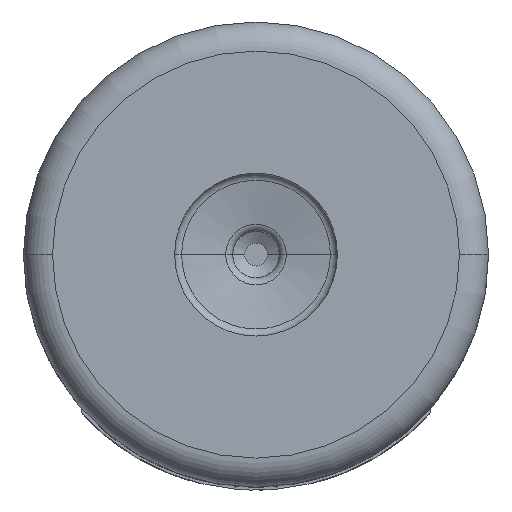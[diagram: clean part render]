
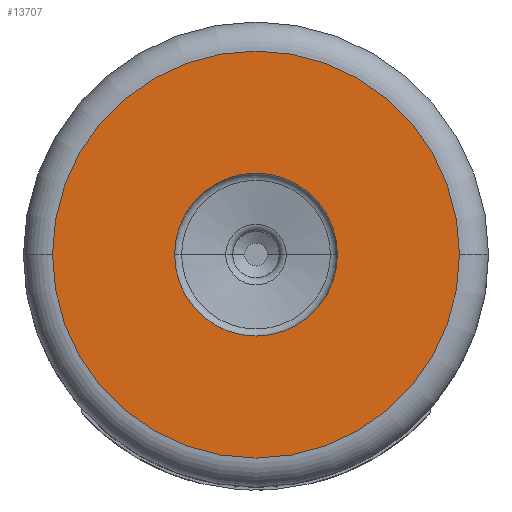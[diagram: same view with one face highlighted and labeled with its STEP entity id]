
A CAD part, front view. The second image highlights one B-rep face of the part: STEP entity #13707.
In plain terms, the highlighted planar face has unit normal (0, -1, 0).
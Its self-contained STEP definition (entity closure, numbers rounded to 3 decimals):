
#1770=CARTESIAN_POINT('',(0.,-4.,0.));
#1771=DIRECTION('',(0.,-1.,0.));
#1772=DIRECTION('',(1.,0.,0.));
#1773=AXIS2_PLACEMENT_3D('',#1770,#1771,#1772);
#1785=CARTESIAN_POINT('',(0.,-4.,0.));
#1786=DIRECTION('',(0.,-1.,0.));
#1787=DIRECTION('',(-1.,0.,0.));
#1788=AXIS2_PLACEMENT_3D('',#1785,#1786,#1787);
#1790=CARTESIAN_POINT('',(0.,-4.,0.));
#1791=DIRECTION('',(0.,-1.,0.));
#1792=DIRECTION('',(1.,0.,0.));
#1793=AXIS2_PLACEMENT_3D('',#1790,#1791,#1792);
#1795=CARTESIAN_POINT('',(0.,-4.,0.));
#1796=DIRECTION('',(0.,-1.,0.));
#1797=DIRECTION('',(-1.,0.,0.));
#1798=AXIS2_PLACEMENT_3D('',#1795,#1796,#1797);
#11571=CARTESIAN_POINT('',(-1.4,-4.,0.));
#11572=CARTESIAN_POINT('',(1.4,-4.,0.));
#11573=VERTEX_POINT('',#11571);
#11574=VERTEX_POINT('',#11572);
#11575=CARTESIAN_POINT('',(3.5,-4.,0.));
#11576=CARTESIAN_POINT('',(-3.5,-4.,0.));
#11577=VERTEX_POINT('',#11575);
#11578=VERTEX_POINT('',#11576);
#13691=CARTESIAN_POINT('',(0.,-4.,0.));
#13692=DIRECTION('',(0.,1.,0.));
#13693=DIRECTION('',(1.,0.,0.));
#13694=AXIS2_PLACEMENT_3D('',#13691,#13692,#13693);
#13695=PLANE('',#13694);
#13696=ORIENTED_EDGE('',*,*,#13681,.F.);
#13698=ORIENTED_EDGE('',*,*,#13697,.F.);
#13699=EDGE_LOOP('',(#13696,#13698));
#13700=FACE_OUTER_BOUND('',#13699,.F.);
#13702=ORIENTED_EDGE('',*,*,#13701,.T.);
#13704=ORIENTED_EDGE('',*,*,#13703,.T.);
#13705=EDGE_LOOP('',(#13702,#13704));
#13706=FACE_BOUND('',#13705,.F.);
#13707=ADVANCED_FACE('',(#13700,#13706),#13695,.F.);
#1774=CIRCLE('',#1773,3.5);
#1789=CIRCLE('',#1788,1.4);
#1794=CIRCLE('',#1793,1.4);
#1799=CIRCLE('',#1798,3.5);
#13681=EDGE_CURVE('',#11577,#11578,#1774,.T.);
#13697=EDGE_CURVE('',#11578,#11577,#1799,.T.);
#13701=EDGE_CURVE('',#11573,#11574,#1789,.T.);
#13703=EDGE_CURVE('',#11574,#11573,#1794,.T.);
